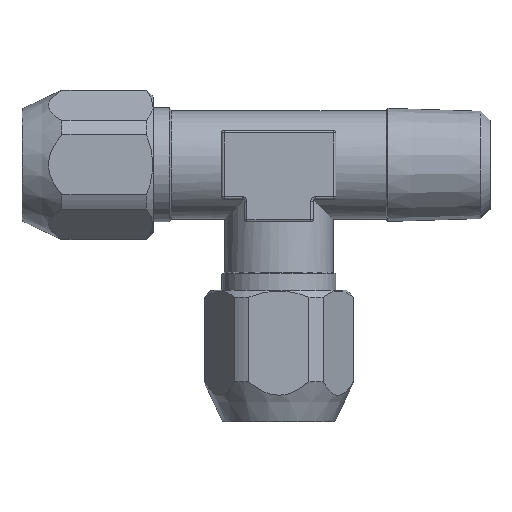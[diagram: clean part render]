
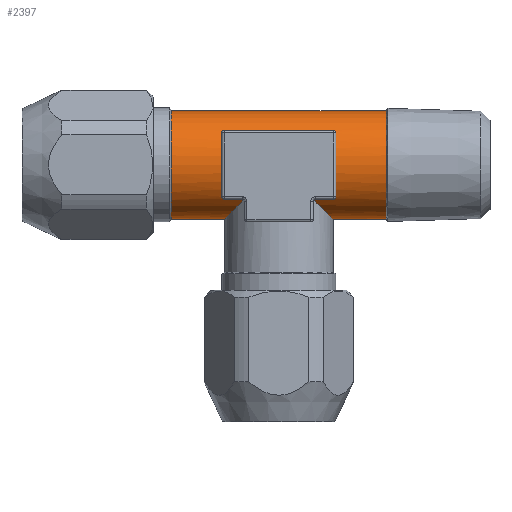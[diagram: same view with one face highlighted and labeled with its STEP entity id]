
A CAD part, top view. The second image highlights one B-rep face of the part: STEP entity #2397.
In plain terms, the highlighted cylindrical face has radius 4.75 mm (diameter 9.5 mm), a partial arc.
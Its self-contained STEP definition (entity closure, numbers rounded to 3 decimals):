
#88=CARTESIAN_POINT('',(3.059,-3.059,3.634));
#89=CARTESIAN_POINT('',(3.186,-3.186,3.527));
#90=CARTESIAN_POINT('',(3.428,-3.428,3.3));
#91=CARTESIAN_POINT('',(3.75,-3.75,2.929));
#92=CARTESIAN_POINT('',(4.034,-4.034,2.524));
#93=CARTESIAN_POINT('',(4.279,-4.279,2.084));
#94=CARTESIAN_POINT('',(4.48,-4.48,1.607));
#95=CARTESIAN_POINT('',(4.633,-4.633,1.095));
#96=CARTESIAN_POINT('',(4.728,-4.728,0.555));
#97=CARTESIAN_POINT('',(4.75,-4.75,0.186));
#98=CARTESIAN_POINT('',(4.75,-4.75,0.));
#100=DIRECTION('',(-1.,0.,0.));
#101=VECTOR('',#100,9.6);
#102=CARTESIAN_POINT('',(4.8,3.,3.683));
#103=LINE('',#102,#101);
#104=CARTESIAN_POINT('',(-3.059,-3.059,3.634));
#105=CARTESIAN_POINT('',(-3.339,-3.339,3.398));
#106=CARTESIAN_POINT('',(-3.835,-3.835,2.868));
#107=CARTESIAN_POINT('',(-4.362,-4.362,1.974));
#108=CARTESIAN_POINT('',(-4.687,-4.687,
0.973));
#109=CARTESIAN_POINT('',(-4.75,-4.75,0.32));
#110=CARTESIAN_POINT('',(-4.75,-4.75,0.));
#116=DIRECTION('',(1.,0.,0.));
#117=VECTOR('',#116,4.662);
#118=CARTESIAN_POINT('',(4.75,-4.75,0.));
#119=LINE('',#118,#117);
#120=DIRECTION('',(-1.,0.,0.));
#121=VECTOR('',#120,18.825);
#122=CARTESIAN_POINT('',(9.412,4.75,0.));
#123=LINE('',#122,#121);
#124=DIRECTION('',(-1.,0.,0.));
#125=VECTOR('',#124,4.662);
#126=CARTESIAN_POINT('',(-4.75,-4.75,0.));
#127=LINE('',#126,#125);
#160=CARTESIAN_POINT('',(4.8,3.,3.683));
#161=CARTESIAN_POINT('',(4.835,3.,3.683));
#162=CARTESIAN_POINT('',(4.904,2.981,3.698));
#163=CARTESIAN_POINT('',(4.979,2.908,3.757));
#164=CARTESIAN_POINT('',(5.,2.838,3.809));
#165=CARTESIAN_POINT('',(5.,2.8,3.837));
#184=CARTESIAN_POINT('',(5.,0.,0.));
#185=DIRECTION('',(1.,0.,0.));
#186=DIRECTION('',(0.,0.589,0.808));
#187=AXIS2_PLACEMENT_3D('',#184,#185,#186);
#218=CARTESIAN_POINT('',(5.,-2.8,3.837));
#219=CARTESIAN_POINT('',(5.,-2.828,3.817));
#220=CARTESIAN_POINT('',(4.988,-2.881,3.777));
#221=CARTESIAN_POINT('',(4.943,-2.947,3.726));
#222=CARTESIAN_POINT('',(4.877,-2.99,3.691));
#223=CARTESIAN_POINT('',(4.826,-3.,3.683));
#224=CARTESIAN_POINT('',(4.8,-3.,3.683));
#244=DIRECTION('',(1.,0.,0.));
#245=VECTOR('',#244,1.6);
#246=CARTESIAN_POINT('',(3.2,-3.,3.683));
#247=LINE('',#246,#245);
#276=CARTESIAN_POINT('',(3.2,-3.,3.683));
#277=CARTESIAN_POINT('',(3.173,-3.,3.683));
#278=CARTESIAN_POINT('',(3.12,-3.011,3.674));
#279=CARTESIAN_POINT('',(3.077,-3.04,3.65));
#280=CARTESIAN_POINT('',(3.059,-3.059,3.634));
#490=CARTESIAN_POINT('',(-3.059,-3.059,3.634));
#491=CARTESIAN_POINT('',(-3.076,-3.041,3.649));
#492=CARTESIAN_POINT('',(-3.119,-3.012,3.673));
#493=CARTESIAN_POINT('',(-3.172,-3.,3.683));
#494=CARTESIAN_POINT('',(-3.2,-3.,3.683));
#518=DIRECTION('',(1.,0.,0.));
#519=VECTOR('',#518,1.6);
#520=CARTESIAN_POINT('',(-4.8,-3.,3.683));
#521=LINE('',#520,#519);
#550=CARTESIAN_POINT('',(-4.8,-3.,3.683));
#551=CARTESIAN_POINT('',(-4.836,-3.,3.683));
#552=CARTESIAN_POINT('',(-4.906,-2.98,3.699));
#553=CARTESIAN_POINT('',(-4.98,-2.905,3.758));
#554=CARTESIAN_POINT('',(-5.,-2.837,3.81));
#555=CARTESIAN_POINT('',(-5.,-2.8,3.837));
#574=CARTESIAN_POINT('',(-5.,0.,0.));
#575=DIRECTION('',(1.,0.,0.));
#576=DIRECTION('',(0.,0.589,0.808));
#577=AXIS2_PLACEMENT_3D('',#574,#575,#576);
#608=CARTESIAN_POINT('',(-5.,2.8,3.837));
#609=CARTESIAN_POINT('',(-5.,2.837,3.81));
#610=CARTESIAN_POINT('',(-4.98,2.905,3.759));
#611=CARTESIAN_POINT('',(-4.906,2.98,3.699));
#612=CARTESIAN_POINT('',(-4.836,3.,3.683));
#613=CARTESIAN_POINT('',(-4.8,3.,3.683));
#1321=CARTESIAN_POINT('',(9.412,0.,0.));
#1322=DIRECTION('',(1.,0.,0.));
#1323=DIRECTION('',(0.,1.,0.));
#1324=AXIS2_PLACEMENT_3D('',#1321,#1322,#1323);
#1811=CARTESIAN_POINT('',(-9.412,0.,0.));
#1812=DIRECTION('',(1.,0.,0.));
#1813=DIRECTION('',(0.,1.,0.));
#1814=AXIS2_PLACEMENT_3D('',#1811,#1812,#1813);
#1866=CARTESIAN_POINT('',(-9.412,4.75,0.));
#1867=CARTESIAN_POINT('',(-9.412,-4.75,0.));
#1868=VERTEX_POINT('',#1866);
#1869=VERTEX_POINT('',#1867);
#1974=CARTESIAN_POINT('',(-5.,2.8,3.837));
#1975=CARTESIAN_POINT('',(-5.,-2.8,3.837));
#1976=VERTEX_POINT('',#1974);
#1977=VERTEX_POINT('',#1975);
#1982=CARTESIAN_POINT('',(-4.8,-3.,3.683));
#1983=CARTESIAN_POINT('',(-3.2,-3.,3.683));
#1984=VERTEX_POINT('',#1982);
#1985=VERTEX_POINT('',#1983);
#1990=VERTEX_POINT('',#613);
#1996=VERTEX_POINT('',#104);
#1997=VERTEX_POINT('',#110);
#2023=CARTESIAN_POINT('',(9.412,4.75,0.));
#2024=CARTESIAN_POINT('',(9.412,-4.75,0.));
#2025=VERTEX_POINT('',#2023);
#2026=VERTEX_POINT('',#2024);
#2027=CARTESIAN_POINT('',(5.,2.8,3.837));
#2028=CARTESIAN_POINT('',(5.,-2.8,3.837));
#2029=VERTEX_POINT('',#2027);
#2030=VERTEX_POINT('',#2028);
#2035=CARTESIAN_POINT('',(3.2,-3.,3.683));
#2036=CARTESIAN_POINT('',(4.8,-3.,3.683));
#2037=VERTEX_POINT('',#2035);
#2038=VERTEX_POINT('',#2036);
#2043=VERTEX_POINT('',#280);
#2045=VERTEX_POINT('',#160);
#2047=VERTEX_POINT('',#98);
#2356=CARTESIAN_POINT('',(-24.388,0.,0.));
#2357=DIRECTION('',(1.,0.,0.));
#2358=DIRECTION('',(0.,-1.,0.));
#2359=AXIS2_PLACEMENT_3D('',#2356,#2357,#2358);
#2360=CYLINDRICAL_SURFACE('',#2359,4.75);
#2362=ORIENTED_EDGE('',*,*,#2361,.F.);
#2364=ORIENTED_EDGE('',*,*,#2363,.T.);
#2366=ORIENTED_EDGE('',*,*,#2365,.F.);
#2367=ORIENTED_EDGE('',*,*,#2330,.F.);
#2369=ORIENTED_EDGE('',*,*,#2368,.F.);
#2371=ORIENTED_EDGE('',*,*,#2370,.T.);
#2373=ORIENTED_EDGE('',*,*,#2372,.F.);
#2375=ORIENTED_EDGE('',*,*,#2374,.F.);
#2377=ORIENTED_EDGE('',*,*,#2376,.F.);
#2379=ORIENTED_EDGE('',*,*,#2378,.T.);
#2381=ORIENTED_EDGE('',*,*,#2380,.F.);
#2383=ORIENTED_EDGE('',*,*,#2382,.T.);
#2385=ORIENTED_EDGE('',*,*,#2384,.F.);
#2387=ORIENTED_EDGE('',*,*,#2386,.T.);
#2389=ORIENTED_EDGE('',*,*,#2388,.F.);
#2390=ORIENTED_EDGE('',*,*,#2338,.T.);
#2392=ORIENTED_EDGE('',*,*,#2391,.T.);
#2394=ORIENTED_EDGE('',*,*,#2393,.F.);
#2395=EDGE_LOOP('',(#2362,#2364,#2366,#2367,#2369,#2371,#2373,#2375,#2377,#2379,
#2381,#2383,#2385,#2387,#2389,#2390,#2392,#2394));
#2396=FACE_OUTER_BOUND('',#2395,.F.);
#2397=ADVANCED_FACE('',(#2396),#2360,.T.);
#99=B_SPLINE_CURVE_WITH_KNOTS('',3,(#88,#89,#90,#91,#92,#93,#94,#95,#96,#97,
#98),.UNSPECIFIED.,.F.,.F.,(4,1,1,1,1,1,1,1,4),(0.,0.125,0.25,0.375,
0.5,0.625,0.75,0.875,1.),.UNSPECIFIED.);
#111=B_SPLINE_CURVE_WITH_KNOTS('',3,(#104,#105,#106,#107,#108,#109,#110),
.UNSPECIFIED.,.F.,.F.,(4,1,1,1,4),(0.,0.25,0.5,0.75,1.),
.UNSPECIFIED.);
#166=B_SPLINE_CURVE_WITH_KNOTS('',3,(#160,#161,#162,#163,#164,#165),
.UNSPECIFIED.,.F.,.F.,(4,1,1,4),(0.,0.333,0.667,1.),
.UNSPECIFIED.);
#188=CIRCLE('',#187,4.75);
#225=B_SPLINE_CURVE_WITH_KNOTS('',3,(#218,#219,#220,#221,#222,#223,#224),
.UNSPECIFIED.,.F.,.F.,(4,1,1,1,4),(0.,0.25,0.5,0.75,1.),
.UNSPECIFIED.);
#281=B_SPLINE_CURVE_WITH_KNOTS('',3,(#276,#277,#278,#279,#280),.UNSPECIFIED.,
.F.,.F.,(4,1,4),(0.,0.5,1.),.UNSPECIFIED.);
#495=B_SPLINE_CURVE_WITH_KNOTS('',3,(#490,#491,#492,#493,#494),.UNSPECIFIED.,
.F.,.F.,(4,1,4),(0.,0.5,1.),.UNSPECIFIED.);
#556=B_SPLINE_CURVE_WITH_KNOTS('',3,(#550,#551,#552,#553,#554,#555),
.UNSPECIFIED.,.F.,.F.,(4,1,1,4),(0.,0.333,0.667,1.),
.UNSPECIFIED.);
#578=CIRCLE('',#577,4.75);
#614=B_SPLINE_CURVE_WITH_KNOTS('',3,(#608,#609,#610,#611,#612,#613),
.UNSPECIFIED.,.F.,.F.,(4,1,1,4),(0.,0.333,0.667,1.),
.UNSPECIFIED.);
#1325=CIRCLE('',#1324,4.75);
#1815=CIRCLE('',#1814,4.75);
#2330=EDGE_CURVE('',#2043,#2047,#99,.T.);
#2338=EDGE_CURVE('',#1996,#1997,#111,.T.);
#2361=EDGE_CURVE('',#2025,#1868,#123,.T.);
#2363=EDGE_CURVE('',#2025,#2026,#1325,.T.);
#2365=EDGE_CURVE('',#2047,#2026,#119,.T.);
#2368=EDGE_CURVE('',#2037,#2043,#281,.T.);
#2370=EDGE_CURVE('',#2037,#2038,#247,.T.);
#2372=EDGE_CURVE('',#2030,#2038,#225,.T.);
#2374=EDGE_CURVE('',#2029,#2030,#188,.T.);
#2376=EDGE_CURVE('',#2045,#2029,#166,.T.);
#2378=EDGE_CURVE('',#2045,#1990,#103,.T.);
#2380=EDGE_CURVE('',#1976,#1990,#614,.T.);
#2382=EDGE_CURVE('',#1976,#1977,#578,.T.);
#2384=EDGE_CURVE('',#1984,#1977,#556,.T.);
#2386=EDGE_CURVE('',#1984,#1985,#521,.T.);
#2388=EDGE_CURVE('',#1996,#1985,#495,.T.);
#2391=EDGE_CURVE('',#1997,#1869,#127,.T.);
#2393=EDGE_CURVE('',#1868,#1869,#1815,.T.);
